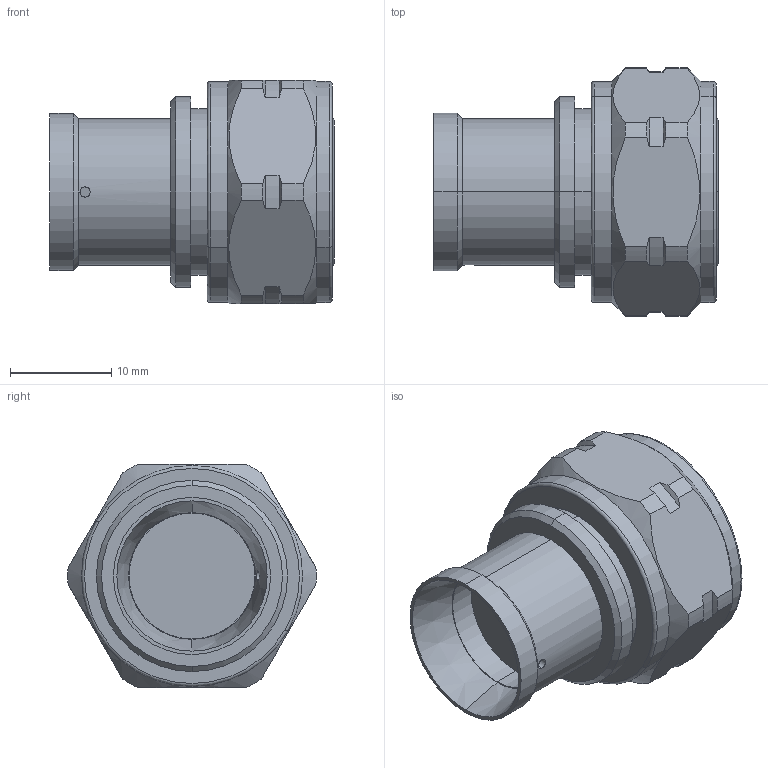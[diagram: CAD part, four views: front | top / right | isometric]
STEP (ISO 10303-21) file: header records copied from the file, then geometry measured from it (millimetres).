
FILE_DESCRIPTION (( 'STEP AP203' ), '1' );
FILE_NAME ('3190-6369.STEP', '2020-09-21T02:34:05', ( '' ), ( '' ), 'SwSTEP 2.0', 'SolidWorks 2018', '' );
FILE_SCHEMA (( 'CONFIG_CONTROL_DESIGN' ));
Length unit declared in the file: inch
Products named in the file (1): 3190-6369
Bounding box: 28.03 x 24.49 x 22 mm (x, y, z)
Volume: 5305.8 mm3; surface area: 4970.5 mm2
Topology: 3 solids, 5 shells, 190 faces, 418 edges, 250 vertices
Faces by surface type: cylinder 76, cone 66, plane 28, torus 20
Entity records: 5635 total; most frequent: CARTESIAN_POINT 1271, DIRECTION 982, ORIENTED_EDGE 836, EDGE_CURVE 418, AXIS2_PLACEMENT_3D 417, VERTEX_POINT 250, CIRCLE 226, EDGE_LOOP 212
